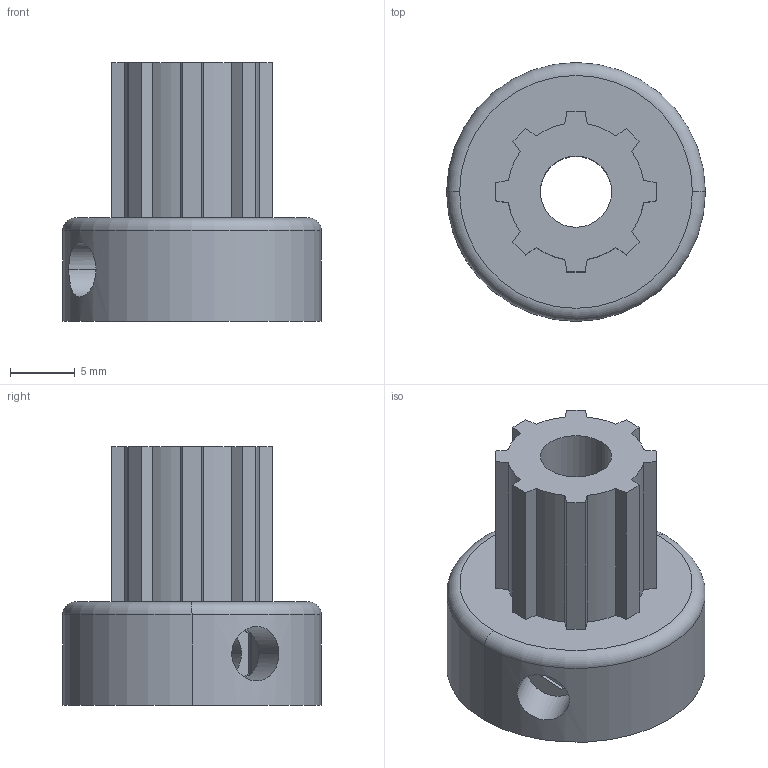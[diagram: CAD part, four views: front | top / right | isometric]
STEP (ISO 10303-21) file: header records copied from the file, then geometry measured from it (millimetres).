
FILE_DESCRIPTION (( 'STEP AP214' ), '1' );
FILE_NAME ('pulley.STEP', '2011-03-10T04:51:00', ( 'Dogma' ), ( '' ), 'SwSTEP 2.0', 'SolidWorks 2011', '' );
FILE_SCHEMA (( 'AUTOMOTIVE_DESIGN' ));
Length unit declared in the file: millimetre
Products named in the file (1): pulley
Bounding box: 20 x 20 x 20 mm (x, y, z)
Volume: 3063.8 mm3; surface area: 2072.3 mm2
Topology: 1 solids, 1 shells, 58 faces, 163 edges, 108 vertices
Faces by surface type: plane 40, cylinder 16, torus 2
Entity records: 2039 total; most frequent: CARTESIAN_POINT 450, ORIENTED_EDGE 326, DIRECTION 307, EDGE_CURVE 163, VECTOR 125, LINE 125, VERTEX_POINT 108, AXIS2_PLACEMENT_3D 91
